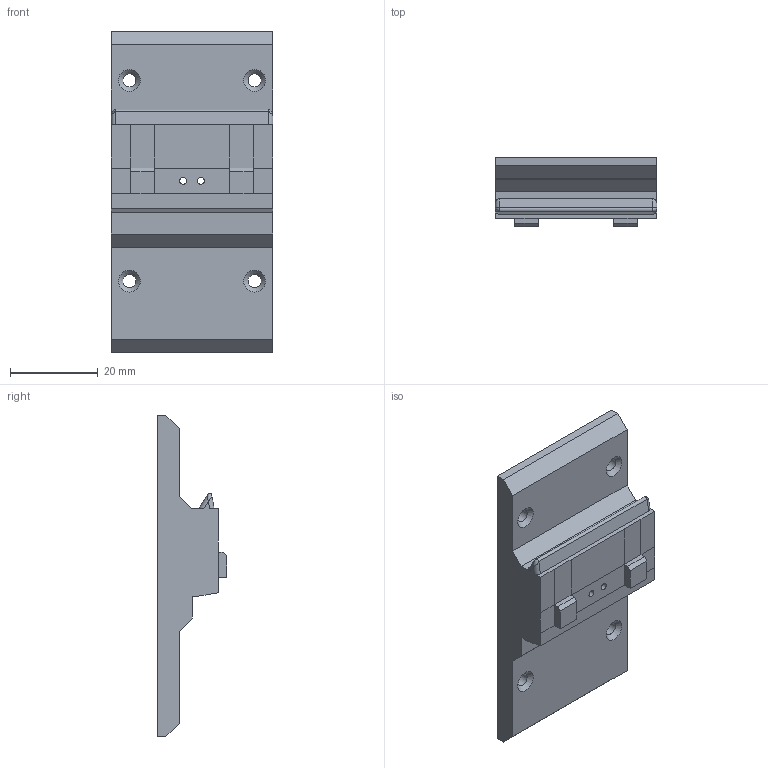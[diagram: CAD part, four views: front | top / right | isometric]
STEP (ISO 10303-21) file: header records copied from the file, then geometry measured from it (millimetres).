
FILE_DESCRIPTION(('FreeCAD Model'),'2;1');
FILE_NAME('Open CASCADE Shape Model','2025-10-07T14:40:36',(''),(''), 'Open CASCADE STEP processor 7.8','FreeCAD','Unknown');
FILE_SCHEMA(('AUTOMOTIVE_DESIGN { 1 0 10303 214 1 1 1 1 }'));
Length unit declared in the file: millimetre
Products named in the file (1): TomTomLocatorBlock
Bounding box: 37 x 15.9 x 73.42 mm (x, y, z)
Volume: 19768.2 mm3; surface area: 8060.8 mm2
Topology: 1 solids, 1 shells, 62 faces, 161 edges, 100 vertices
Faces by surface type: plane 45, cylinder 11, cone 4, bspline 2
Full cylindrical faces by diameter (mm): 1.6 x2, 3 x4
Entity records: 2089 total; most frequent: CARTESIAN_POINT 544, ORIENTED_EDGE 318, DIRECTION 295, EDGE_CURVE 159, LINE 133, VECTOR 133, VERTEX_POINT 100, AXIS2_PLACEMENT_3D 81
